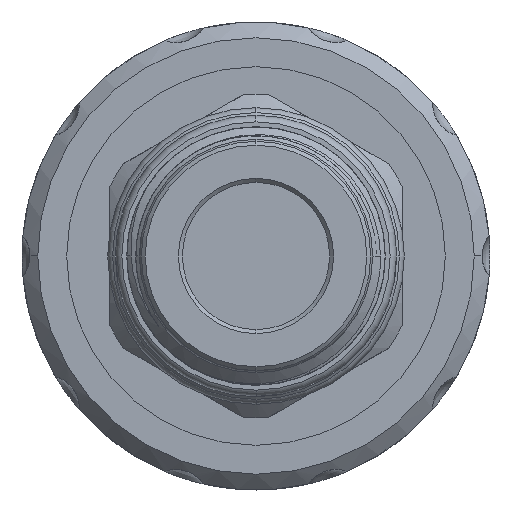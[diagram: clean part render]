
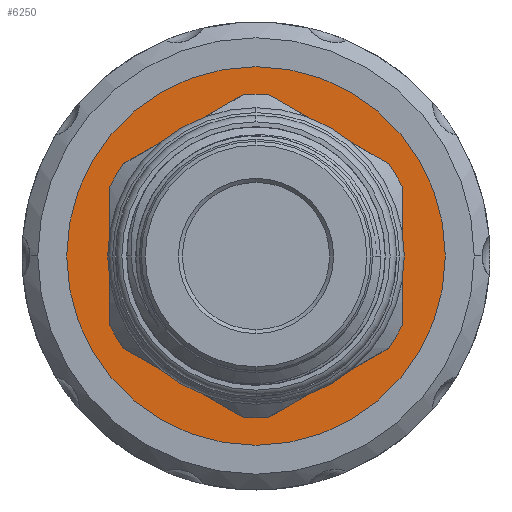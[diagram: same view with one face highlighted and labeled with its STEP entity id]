
A CAD part, left-side view. The second image highlights one B-rep face of the part: STEP entity #6250.
In plain terms, the highlighted planar face has unit normal (-1, 0, 0).
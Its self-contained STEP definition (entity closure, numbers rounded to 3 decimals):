
#422 = DIRECTION ( 'NONE',  ( 0., 0., 1. ) ) ;
#508 = DIRECTION ( 'NONE',  ( 1., 0., 0. ) ) ;
#511 = AXIS2_PLACEMENT_3D ( 'NONE', #11789, #9311, #14378 ) ;
#734 = AXIS2_PLACEMENT_3D ( 'NONE', #6870, #15842, #11849 ) ;
#795 = EDGE_CURVE ( 'NONE', #6636, #11650, #2784, .T. ) ;
#817 = ORIENTED_EDGE ( 'NONE', *, *, #8724, .T. ) ;
#951 = VERTEX_POINT ( 'NONE', #13446 ) ;
#1181 = CARTESIAN_POINT ( 'NONE',  ( 0., 0., -14.4 ) ) ;
#1356 = CARTESIAN_POINT ( 'NONE',  ( 0., 0., 14.4 ) ) ;
#1368 = EDGE_CURVE ( 'NONE', #8630, #8968, #3554, .T. ) ;
#1641 = CIRCLE ( 'NONE', #6086, 11.11 ) ;
#1866 = CARTESIAN_POINT ( 'NONE',  ( 0., 0., 0. ) ) ;
#2091 = CIRCLE ( 'NONE', #14171, 11.11 ) ;
#2465 = CIRCLE ( 'NONE', #5149, 11.11 ) ;
#2581 = CARTESIAN_POINT ( 'NONE',  ( 0., 5.555, -9.622 ) ) ;
#2784 = CIRCLE ( 'NONE', #511, 11.11 ) ;
#3211 = EDGE_CURVE ( 'NONE', #11650, #12372, #13143, .T. ) ;
#3287 = DIRECTION ( 'NONE',  ( 0., -1., 0. ) ) ;
#3554 = CIRCLE ( 'NONE', #734, 14.4 ) ;
#4073 = CARTESIAN_POINT ( 'NONE',  ( 0., 0., 0. ) ) ;
#4133 = ORIENTED_EDGE ( 'NONE', *, *, #14923, .T. ) ;
#4320 = PLANE ( 'NONE',  #10197 ) ;
#5149 = AXIS2_PLACEMENT_3D ( 'NONE', #1866, #12025, #14574 ) ;
#5160 = VERTEX_POINT ( 'NONE', #11349 ) ;
#5358 = EDGE_CURVE ( 'NONE', #5160, #6636, #2091, .T. ) ;
#5417 = FACE_BOUND ( 'NONE', #6968, .T. ) ;
#5439 = CARTESIAN_POINT ( 'NONE',  ( 0., 5.555, 9.622 ) ) ;
#5541 = CARTESIAN_POINT ( 'NONE',  ( 0., 0., 0. ) ) ;
#5662 = DIRECTION ( 'NONE',  ( -1., 0., 0. ) ) ;
#5757 = AXIS2_PLACEMENT_3D ( 'NONE', #6719, #5662, #422 ) ;
#6086 = AXIS2_PLACEMENT_3D ( 'NONE', #14100, #12772, #10251 ) ;
#6250 = ADVANCED_FACE ( 'NONE', ( #8766, #5417 ), #4320, .T. ) ;
#6333 = CIRCLE ( 'NONE', #7424, 11.11 ) ;
#6636 = VERTEX_POINT ( 'NONE', #9333 ) ;
#6694 = EDGE_CURVE ( 'NONE', #951, #5160, #2465, .T. ) ;
#6719 = CARTESIAN_POINT ( 'NONE',  ( 0., 0., 0. ) ) ;
#6870 = CARTESIAN_POINT ( 'NONE',  ( 0., 0., 0. ) ) ;
#6968 = EDGE_LOOP ( 'NONE', ( #11763, #14065, #10339, #817, #4133, #9804 ) ) ;
#7348 = CIRCLE ( 'NONE', #5757, 14.4 ) ;
#7424 = AXIS2_PLACEMENT_3D ( 'NONE', #5541, #508, #10578 ) ;
#7510 = EDGE_LOOP ( 'NONE', ( #10993, #12375 ) ) ;
#7718 = AXIS2_PLACEMENT_3D ( 'NONE', #10810, #11961, #3287 ) ;
#8630 = VERTEX_POINT ( 'NONE', #1356 ) ;
#8724 = EDGE_CURVE ( 'NONE', #12372, #12242, #1641, .T. ) ;
#8766 = FACE_OUTER_BOUND ( 'NONE', #7510, .T. ) ;
#8968 = VERTEX_POINT ( 'NONE', #1181 ) ;
#9244 = EDGE_CURVE ( 'NONE', #8968, #8630, #7348, .T. ) ;
#9311 = DIRECTION ( 'NONE',  ( 1., 0., 0. ) ) ;
#9333 = CARTESIAN_POINT ( 'NONE',  ( 0., -5.555, -9.622 ) ) ;
#9538 = CARTESIAN_POINT ( 'NONE',  ( 0., 11.11, 0. ) ) ;
#9804 = ORIENTED_EDGE ( 'NONE', *, *, #6694, .T. ) ;
#10197 = AXIS2_PLACEMENT_3D ( 'NONE', #11945, #13164, #14488 ) ;
#10251 = DIRECTION ( 'NONE',  ( 0., -1., 0. ) ) ;
#10339 = ORIENTED_EDGE ( 'NONE', *, *, #3211, .T. ) ;
#10578 = DIRECTION ( 'NONE',  ( 0., -1., 0. ) ) ;
#10810 = CARTESIAN_POINT ( 'NONE',  ( 0., 0., 0. ) ) ;
#10993 = ORIENTED_EDGE ( 'NONE', *, *, #9244, .T. ) ;
#11349 = CARTESIAN_POINT ( 'NONE',  ( 0., -11.11, 0. ) ) ;
#11650 = VERTEX_POINT ( 'NONE', #2581 ) ;
#11763 = ORIENTED_EDGE ( 'NONE', *, *, #5358, .T. ) ;
#11789 = CARTESIAN_POINT ( 'NONE',  ( 0., 0., 0. ) ) ;
#11849 = DIRECTION ( 'NONE',  ( 0., 0., 1. ) ) ;
#11945 = CARTESIAN_POINT ( 'NONE',  ( 0., 0., 0. ) ) ;
#11961 = DIRECTION ( 'NONE',  ( 1., 0., 0. ) ) ;
#12025 = DIRECTION ( 'NONE',  ( 1., 0., 0. ) ) ;
#12242 = VERTEX_POINT ( 'NONE', #5439 ) ;
#12372 = VERTEX_POINT ( 'NONE', #9538 ) ;
#12375 = ORIENTED_EDGE ( 'NONE', *, *, #1368, .T. ) ;
#12772 = DIRECTION ( 'NONE',  ( 1., 0., 0. ) ) ;
#13075 = DIRECTION ( 'NONE',  ( 0., -1., 0. ) ) ;
#13143 = CIRCLE ( 'NONE', #7718, 11.11 ) ;
#13164 = DIRECTION ( 'NONE',  ( -1., 0., 0. ) ) ;
#13446 = CARTESIAN_POINT ( 'NONE',  ( 0., -5.555, 9.622 ) ) ;
#14065 = ORIENTED_EDGE ( 'NONE', *, *, #795, .T. ) ;
#14100 = CARTESIAN_POINT ( 'NONE',  ( 0., 0., 0. ) ) ;
#14133 = DIRECTION ( 'NONE',  ( 1., 0., 0. ) ) ;
#14171 = AXIS2_PLACEMENT_3D ( 'NONE', #4073, #14133, #13075 ) ;
#14378 = DIRECTION ( 'NONE',  ( 0., -1., 0. ) ) ;
#14488 = DIRECTION ( 'NONE',  ( 0., 0., 1. ) ) ;
#14574 = DIRECTION ( 'NONE',  ( 0., -1., 0. ) ) ;
#14923 = EDGE_CURVE ( 'NONE', #12242, #951, #6333, .T. ) ;
#15842 = DIRECTION ( 'NONE',  ( -1., 0., 0. ) ) ;
